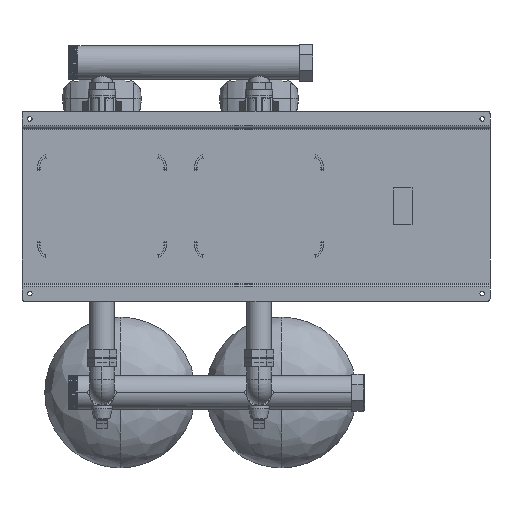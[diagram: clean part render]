
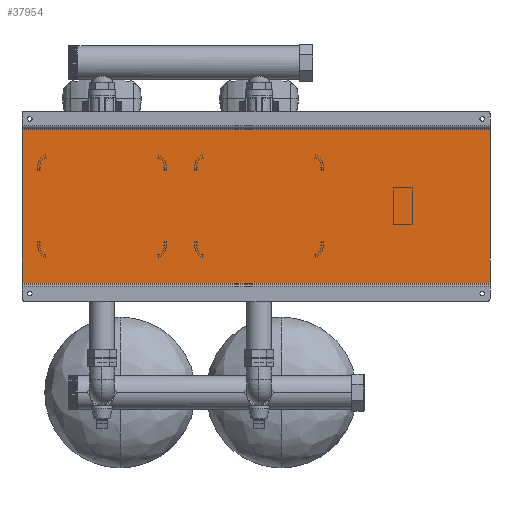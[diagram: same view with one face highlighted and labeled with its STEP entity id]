
A CAD part, front view. The second image highlights one B-rep face of the part: STEP entity #37954.
In plain terms, the highlighted planar face has unit normal (0, -1, 0).
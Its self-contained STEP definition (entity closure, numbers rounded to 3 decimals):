
#263 = VERTEX_POINT ( 'NONE', #153272 ) ;
#5911 = DIRECTION ( 'NONE',  ( 0., 0., -1. ) ) ;
#8133 = CARTESIAN_POINT ( 'NONE',  ( -450., 51., -148. ) ) ;
#15093 = LINE ( 'NONE', #136342, #68574 ) ;
#20948 = PLANE ( 'NONE',  #56440 ) ;
#23087 = VECTOR ( 'NONE', #102897, 1000. ) ;
#29065 = DIRECTION ( 'NONE',  ( -1., 0., 0. ) ) ;
#32330 = CARTESIAN_POINT ( 'NONE',  ( 450., 51., -148. ) ) ;
#33999 = FACE_OUTER_BOUND ( 'NONE', #124715, .T. ) ;
#34645 = VERTEX_POINT ( 'NONE', #115061 ) ;
#37954 = ADVANCED_FACE ( 'NONE', ( #33999 ), #20948, .F. ) ;
#38213 = LINE ( 'NONE', #115117, #23087 ) ;
#47358 = DIRECTION ( 'NONE',  ( 0., 0., -1. ) ) ;
#51707 = VECTOR ( 'NONE', #5911, 1000. ) ;
#56262 = EDGE_CURVE ( 'NONE', #130469, #263, #38213, .T. ) ;
#56440 = AXIS2_PLACEMENT_3D ( 'NONE', #32330, #165029, #153559 ) ;
#68574 = VECTOR ( 'NONE', #29065, 1000. ) ;
#68778 = EDGE_CURVE ( 'NONE', #102820, #130469, #166493, .T. ) ;
#74811 = VECTOR ( 'NONE', #47358, 1000. ) ;
#75416 = LINE ( 'NONE', #8133, #74811 ) ;
#94696 = ORIENTED_EDGE ( 'NONE', *, *, #121669, .T. ) ;
#101402 = CARTESIAN_POINT ( 'NONE',  ( 450., 51., -148. ) ) ;
#102820 = VERTEX_POINT ( 'NONE', #162859 ) ;
#102897 = DIRECTION ( 'NONE',  ( -1., 0., 0. ) ) ;
#110002 = ORIENTED_EDGE ( 'NONE', *, *, #130207, .T. ) ;
#115061 = CARTESIAN_POINT ( 'NONE',  ( -450., 51., 148. ) ) ;
#115117 = CARTESIAN_POINT ( 'NONE',  ( 450., 51., -148. ) ) ;
#121669 = EDGE_CURVE ( 'NONE', #34645, #263, #75416, .T. ) ;
#124715 = EDGE_LOOP ( 'NONE', ( #94696, #148404, #131609, #110002 ) ) ;
#130207 = EDGE_CURVE ( 'NONE', #102820, #34645, #15093, .T. ) ;
#130469 = VERTEX_POINT ( 'NONE', #101402 ) ;
#131609 = ORIENTED_EDGE ( 'NONE', *, *, #68778, .F. ) ;
#136342 = CARTESIAN_POINT ( 'NONE',  ( 450., 51., 148. ) ) ;
#138538 = CARTESIAN_POINT ( 'NONE',  ( 450., 51., 148. ) ) ;
#148404 = ORIENTED_EDGE ( 'NONE', *, *, #56262, .F. ) ;
#153272 = CARTESIAN_POINT ( 'NONE',  ( -450., 51., -148. ) ) ;
#153559 = DIRECTION ( 'NONE',  ( 0., 0., 1. ) ) ;
#162859 = CARTESIAN_POINT ( 'NONE',  ( 450., 51., 148. ) ) ;
#165029 = DIRECTION ( 'NONE',  ( 0., 1., 0. ) ) ;
#166493 = LINE ( 'NONE', #138538, #51707 ) ;
